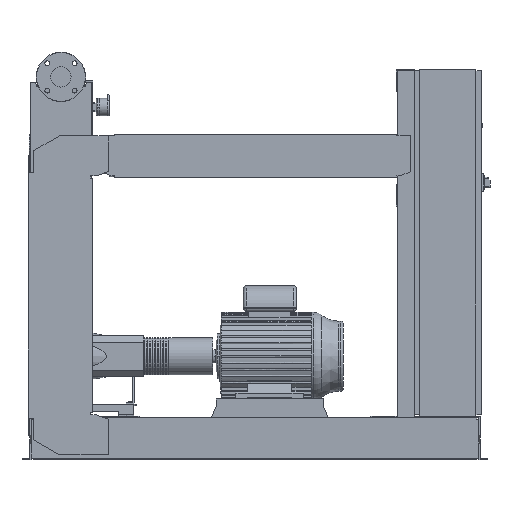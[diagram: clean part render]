
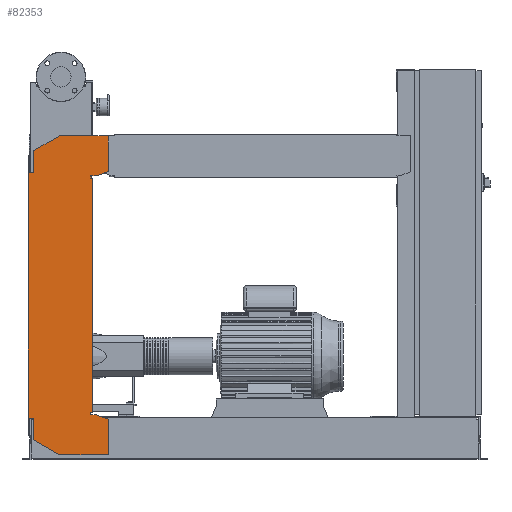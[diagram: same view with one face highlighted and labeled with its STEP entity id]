
A CAD part, front view. The second image highlights one B-rep face of the part: STEP entity #82353.
In plain terms, the highlighted free-form (B-spline) face has degree [1, 1] with [2, 2] control points.
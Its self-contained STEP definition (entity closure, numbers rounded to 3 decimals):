
#81838=CARTESIAN_POINT('',(-102.0,-234.5,1076.0));
#81839=VERTEX_POINT('',#81838);
#81846=CARTESIAN_POINT('',(-102.0,-234.5,1158.574));
#81847=VERTEX_POINT('',#81846);
#81848=CARTESIAN_POINT('',(-102.0,-234.5,1076.0));
#81849=DIRECTION('',(0.0,0.0,1.0));
#81850=VECTOR('',#81849,82.574);
#81851=LINE('',#81848,#81850);
#81852=EDGE_CURVE('',#81839,#81847,#81851,.T.);
#81870=CARTESIAN_POINT('',(-6.,-234.5,1214.0));
#81871=VERTEX_POINT('',#81870);
#81872=CARTESIAN_POINT('',(-102.0,-234.5,1158.574));
#81873=DIRECTION('',(0.866,0.0,0.5));
#81874=VECTOR('',#81873,110.851);
#81875=LINE('',#81872,#81874);
#81876=EDGE_CURVE('',#81847,#81871,#81875,.T.);
#81894=CARTESIAN_POINT('',(177.0,-234.5,1214.0));
#81895=VERTEX_POINT('',#81894);
#81896=CARTESIAN_POINT('',(-6.,-234.5,1214.0));
#81897=DIRECTION('',(1.0,0.0,0.0));
#81898=VECTOR('',#81897,183.0);
#81899=LINE('',#81896,#81898);
#81900=EDGE_CURVE('',#81871,#81895,#81899,.T.);
#81918=CARTESIAN_POINT('',(177.0,-234.5,1080.379));
#81919=VERTEX_POINT('',#81918);
#81920=CARTESIAN_POINT('',(177.0,-234.5,1214.0));
#81921=DIRECTION('',(0.0,0.0,-1.0));
#81922=VECTOR('',#81921,133.621);
#81923=LINE('',#81920,#81922);
#81924=EDGE_CURVE('',#81895,#81919,#81923,.T.);
#81942=CARTESIAN_POINT('',(132.,-234.5,1064.0));
#81943=VERTEX_POINT('',#81942);
#81944=CARTESIAN_POINT('',(177.0,-234.5,1080.379));
#81945=DIRECTION('',(-0.94,0.,-0.342));
#81946=VECTOR('',#81945,47.888);
#81947=LINE('',#81944,#81946);
#81948=EDGE_CURVE('',#81919,#81943,#81947,.T.);
#81966=CARTESIAN_POINT('',(112.0,-234.5,1064.0));
#81967=VERTEX_POINT('',#81966);
#81968=CARTESIAN_POINT('',(132.,-234.5,1064.0));
#81969=DIRECTION('',(-1.0,0.0,0.0));
#81970=VECTOR('',#81969,20.);
#81971=LINE('',#81968,#81970);
#81972=EDGE_CURVE('',#81943,#81967,#81971,.T.);
#81990=CARTESIAN_POINT('',(112.0,-234.5,1056.0));
#81991=VERTEX_POINT('',#81990);
#81992=CARTESIAN_POINT('',(112.0,-234.5,1064.0));
#81993=DIRECTION('',(0.0,0.0,-1.0));
#81994=VECTOR('',#81993,8.0);
#81995=LINE('',#81992,#81994);
#81996=EDGE_CURVE('',#81967,#81991,#81995,.T.);
#82014=CARTESIAN_POINT('',(120.,-234.5,1056.0));
#82015=VERTEX_POINT('',#82014);
#82016=CARTESIAN_POINT('',(112.0,-234.5,1056.0));
#82017=DIRECTION('',(1.0,0.0,0.0));
#82018=VECTOR('',#82017,8.);
#82019=LINE('',#82016,#82018);
#82020=EDGE_CURVE('',#81991,#82015,#82019,.T.);
#82038=CARTESIAN_POINT('',(120.,-234.5,176.));
#82039=VERTEX_POINT('',#82038);
#82050=CARTESIAN_POINT('',(120.,-234.5,1056.0));
#82051=DIRECTION('',(0.0,0.0,-1.0));
#82052=VECTOR('',#82051,880.);
#82053=LINE('',#82050,#82052);
#82054=EDGE_CURVE('',#82015,#82039,#82053,.T.);
#82068=CARTESIAN_POINT('',(112.,-234.5,176.));
#82069=VERTEX_POINT('',#82068);
#82070=CARTESIAN_POINT('',(120.,-234.5,176.));
#82071=DIRECTION('',(-1.0,0.0,0.0));
#82072=VECTOR('',#82071,8.);
#82073=LINE('',#82070,#82072);
#82074=EDGE_CURVE('',#82039,#82069,#82073,.T.);
#82092=CARTESIAN_POINT('',(112.,-234.5,168.));
#82093=VERTEX_POINT('',#82092);
#82094=CARTESIAN_POINT('',(112.,-234.5,176.));
#82095=DIRECTION('',(0.0,0.0,-1.0));
#82096=VECTOR('',#82095,8.0);
#82097=LINE('',#82094,#82096);
#82098=EDGE_CURVE('',#82069,#82093,#82097,.T.);
#82116=CARTESIAN_POINT('',(132.,-234.5,168.));
#82117=VERTEX_POINT('',#82116);
#82118=CARTESIAN_POINT('',(112.,-234.5,168.));
#82119=DIRECTION('',(1.0,0.0,0.0));
#82120=VECTOR('',#82119,20.0);
#82121=LINE('',#82118,#82120);
#82122=EDGE_CURVE('',#82093,#82117,#82121,.T.);
#82140=CARTESIAN_POINT('',(177.,-234.5,151.621));
#82141=VERTEX_POINT('',#82140);
#82142=CARTESIAN_POINT('',(132.,-234.5,168.));
#82143=DIRECTION('',(0.94,0.,-0.342));
#82144=VECTOR('',#82143,47.888);
#82145=LINE('',#82142,#82144);
#82146=EDGE_CURVE('',#82117,#82141,#82145,.T.);
#82164=CARTESIAN_POINT('',(177.,-234.5,18.0));
#82165=VERTEX_POINT('',#82164);
#82166=CARTESIAN_POINT('',(177.,-234.5,151.621));
#82167=DIRECTION('',(0.0,0.0,-1.0));
#82168=VECTOR('',#82167,133.621);
#82169=LINE('',#82166,#82168);
#82170=EDGE_CURVE('',#82141,#82165,#82169,.T.);
#82188=CARTESIAN_POINT('',(-4.,-234.5,18.0));
#82189=VERTEX_POINT('',#82188);
#82190=CARTESIAN_POINT('',(177.,-234.5,18.0));
#82191=DIRECTION('',(-1.0,0.0,0.0));
#82192=VECTOR('',#82191,181.);
#82193=LINE('',#82190,#82192);
#82194=EDGE_CURVE('',#82165,#82189,#82193,.T.);
#82212=CARTESIAN_POINT('',(-102.,-234.5,74.58));
#82213=VERTEX_POINT('',#82212);
#82214=CARTESIAN_POINT('',(-4.,-234.5,18.0));
#82215=DIRECTION('',(-0.866,0.0,0.5));
#82216=VECTOR('',#82215,113.161);
#82217=LINE('',#82214,#82216);
#82218=EDGE_CURVE('',#82189,#82213,#82217,.T.);
#82236=CARTESIAN_POINT('',(-102.,-234.5,156.0));
#82237=VERTEX_POINT('',#82236);
#82238=CARTESIAN_POINT('',(-102.,-234.5,74.58));
#82239=DIRECTION('',(0.0,0.0,1.0));
#82240=VECTOR('',#82239,81.42);
#82241=LINE('',#82238,#82240);
#82242=EDGE_CURVE('',#82213,#82237,#82241,.T.);
#82260=CARTESIAN_POINT('',(-122.,-234.5,156.0));
#82261=VERTEX_POINT('',#82260);
#82262=CARTESIAN_POINT('',(-102.,-234.5,156.0));
#82263=DIRECTION('',(-1.0,0.0,0.0));
#82264=VECTOR('',#82263,20.0);
#82265=LINE('',#82262,#82264);
#82266=EDGE_CURVE('',#82237,#82261,#82265,.T.);
#82284=CARTESIAN_POINT('',(-122.0,-234.5,1076.0));
#82285=VERTEX_POINT('',#82284);
#82298=CARTESIAN_POINT('',(-122.,-234.5,156.0));
#82299=DIRECTION('',(0.0,0.0,1.0));
#82300=VECTOR('',#82299,920.0);
#82301=LINE('',#82298,#82300);
#82302=EDGE_CURVE('',#82261,#82285,#82301,.T.);
#82316=CARTESIAN_POINT('',(-122.0,-234.5,1076.0));
#82317=DIRECTION('',(1.0,0.0,0.0));
#82318=VECTOR('',#82317,20.0);
#82319=LINE('',#82316,#82318);
#82320=EDGE_CURVE('',#82285,#81839,#82319,.T.);
#82326=CARTESIAN_POINT('',(-122.,-234.5,18.0));
#82327=CARTESIAN_POINT('',(177.0,-234.5,18.0));
#82328=CARTESIAN_POINT('',(-122.,-234.5,1214.0));
#82329=CARTESIAN_POINT('',(177.0,-234.5,1214.0));
#82330=B_SPLINE_SURFACE_WITH_KNOTS('',1,1,((#82326,#82328),(#82327,#82329)),.UNSPECIFIED.,.F.,.F.,.U.,(2,2),(2,2),(0.0,299.),(0.0,1196.0),.UNSPECIFIED.);
#82331=ORIENTED_EDGE('',*,*,#82320,.F.);
#82332=ORIENTED_EDGE('',*,*,#82302,.F.);
#82333=ORIENTED_EDGE('',*,*,#82266,.F.);
#82334=ORIENTED_EDGE('',*,*,#82242,.F.);
#82335=ORIENTED_EDGE('',*,*,#82218,.F.);
#82336=ORIENTED_EDGE('',*,*,#82194,.F.);
#82337=ORIENTED_EDGE('',*,*,#82170,.F.);
#82338=ORIENTED_EDGE('',*,*,#82146,.F.);
#82339=ORIENTED_EDGE('',*,*,#82122,.F.);
#82340=ORIENTED_EDGE('',*,*,#82098,.F.);
#82341=ORIENTED_EDGE('',*,*,#82074,.F.);
#82342=ORIENTED_EDGE('',*,*,#82054,.F.);
#82343=ORIENTED_EDGE('',*,*,#82020,.F.);
#82344=ORIENTED_EDGE('',*,*,#81996,.F.);
#82345=ORIENTED_EDGE('',*,*,#81972,.F.);
#82346=ORIENTED_EDGE('',*,*,#81948,.F.);
#82347=ORIENTED_EDGE('',*,*,#81924,.F.);
#82348=ORIENTED_EDGE('',*,*,#81900,.F.);
#82349=ORIENTED_EDGE('',*,*,#81876,.F.);
#82350=ORIENTED_EDGE('',*,*,#81852,.F.);
#82351=EDGE_LOOP('',(#82331,#82332,#82333,#82334,#82335,#82336,#82337,#82338,#82339,#82340,#82341,#82342,#82343,#82344,#82345,#82346,#82347,#82348,#82349,#82350));
#82352=FACE_OUTER_BOUND('',#82351,.T.);
#82353=ADVANCED_FACE('',(#82352),#82330,.T.);
